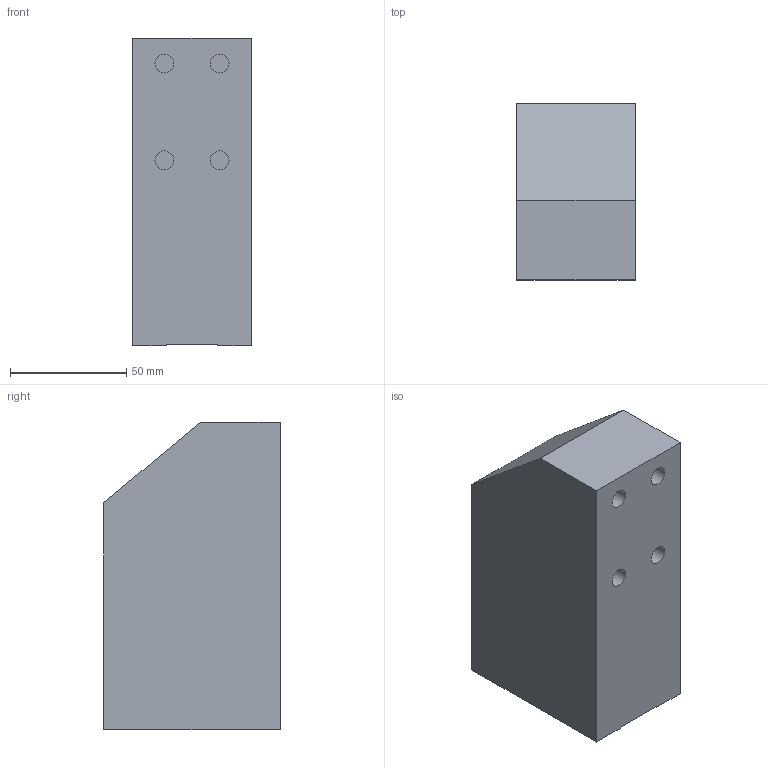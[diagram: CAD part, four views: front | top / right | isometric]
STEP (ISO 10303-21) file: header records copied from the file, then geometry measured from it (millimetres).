
FILE_DESCRIPTION(('FreeCAD Model'),'2;1');
FILE_NAME('SherlineSupportColumn.Step', '2012-11-29T21:49:43',('FreeCAD'),('FreeCAD'), 'Open CASCADE STEP processor 6.3','FreeCAD','Unknown');
FILE_SCHEMA(('AUTOMOTIVE_DESIGN_CC2 { 1 2 10303 214 -1 1 5 4 }'));
Length unit declared in the file: millimetre
Products named in the file (1): Open CASCADE STEP translator 6.3 1
Bounding box: 50.8 x 75.79 x 132.08 mm (x, y, z)
Surface area: 41436.3 mm2 (no closed solid volume)
Topology: 0 solids, 1 shells, 23 faces, 46 edges, 30 vertices
Faces by surface type: plane 17, cylinder 6
Full cylindrical faces by diameter (mm): 5.105 x2, 8.077 x4
Entity records: 1219 total; most frequent: CARTESIAN_POINT 244, DIRECTION 187, LINE 112, VECTOR 112, ORIENTED_EDGE 90, PCURVE 90, DEFINITIONAL_REPRESENTATION 90, EDGE_CURVE 46
